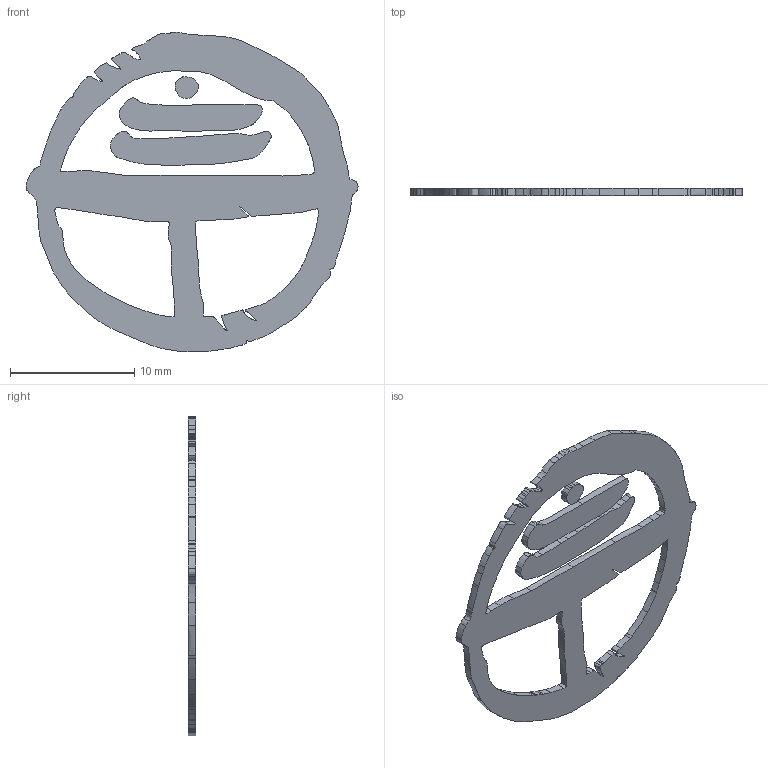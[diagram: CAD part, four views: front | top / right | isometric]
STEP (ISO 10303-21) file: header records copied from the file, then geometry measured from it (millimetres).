
FILE_DESCRIPTION(/* description */ (''),/* implementation_level */ '2;1');
FILE_NAME(/* name */ 'Logo.step',/* time_stamp */ '2025-10-04T13:56:57+02:00',/* author */ (''),/* organization */ (''),/* preprocessor_version */ 'ST-DEVELOPER v20.1',/* originating_system */ 'Autodesk Translation Framework v14.17.0.0',/* authorisation */ '');
FILE_SCHEMA (('AUTOMOTIVE_DESIGN { 1 0 10303 214 3 1 1 }'));
Length unit declared in the file: millimetre
Products named in the file (1): Logo
Bounding box: 26.77 x 0.6 x 25.79 mm (x, y, z)
Volume: 191.1 mm3; surface area: 797.6 mm2
Topology: 4 solids, 4 shells, 322 faces, 942 edges, 628 vertices
Faces by surface type: bspline 306, plane 16
Entity records: 24313 total; most frequent: CARTESIAN_POINT 17860, ORIENTED_EDGE 1884, EDGE_CURVE 942, VERTEX_POINT 628, B_SPLINE_CURVE_WITH_KNOTS 612, DIRECTION 364, LINE 330, VECTOR 330
